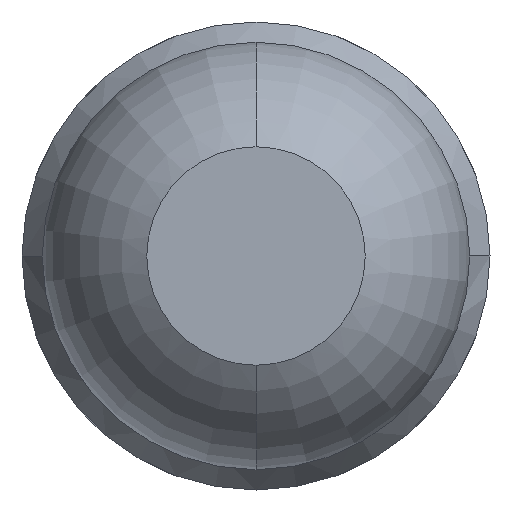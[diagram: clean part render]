
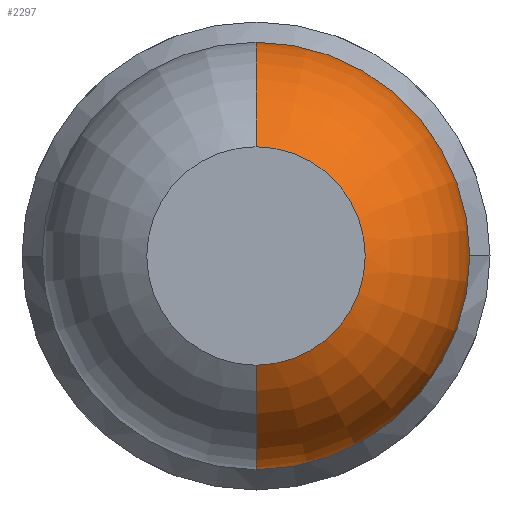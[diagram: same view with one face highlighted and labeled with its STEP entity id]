
A CAD part, front view. The second image highlights one B-rep face of the part: STEP entity #2297.
In plain terms, the highlighted toroidal (fillet/blend) face has major radius 0.035 mm and minor radius 0.65 mm.
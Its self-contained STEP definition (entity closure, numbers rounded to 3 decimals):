
#12 = DIRECTION ( 'NONE',  ( -1., 0., 0. ) ) ;
#36 = CARTESIAN_POINT ( 'NONE',  ( 0., -25., 0.35 ) ) ;
#237 = EDGE_CURVE ( 'Defeature ausgef�hrt1_4+Defeature ausgef�hrt1_5+Defeature ausgef�hrt1_5+Defeature ausgef�hrt1_5', #1540, #3818, #295, .T. ) ;
#295 = CIRCLE ( 'NONE', #2342, 0.685 ) ;
#707 = EDGE_CURVE ( 'NONE', #1540, #886, #3580, .T. ) ;
#844 = AXIS2_PLACEMENT_3D ( 'NONE', #2907, #2591, #3928 ) ;
#886 = VERTEX_POINT ( 'NONE', #1443 ) ;
#911 = CIRCLE ( 'NONE', #844, 0.35 ) ;
#1102 = DIRECTION ( 'NONE',  ( 0., 0., -1. ) ) ;
#1227 = FACE_OUTER_BOUND ( 'NONE', #2487, .T. ) ;
#1443 = CARTESIAN_POINT ( 'NONE',  ( 0., -25., -0.35 ) ) ;
#1540 = VERTEX_POINT ( 'NONE', #1925 ) ;
#1560 = ORIENTED_EDGE ( 'NONE', *, *, #2534, .F. ) ;
#1785 = AXIS2_PLACEMENT_3D ( 'NONE', #2493, #4206, #2174 ) ;
#1925 = CARTESIAN_POINT ( 'NONE',  ( 0., -24.431, -0.685 ) ) ;
#1950 = TOROIDAL_SURFACE ( 'NONE', #1785, 0.035, 0.65 ) ;
#2108 = AXIS2_PLACEMENT_3D ( 'NONE', #3619, #2260, #3589 ) ;
#2174 = DIRECTION ( 'NONE',  ( 0., 0., -1. ) ) ;
#2260 = DIRECTION ( 'NONE',  ( 1., 0., 0. ) ) ;
#2297 = ADVANCED_FACE ( 'Defeature ausgef�hrt1_4', ( #1227 ), #1950, .T. ) ;
#2342 = AXIS2_PLACEMENT_3D ( 'NONE', #3060, #2353, #1102 ) ;
#2353 = DIRECTION ( 'NONE',  ( 0., -1., 0. ) ) ;
#2487 = EDGE_LOOP ( 'NONE', ( #3195, #2531, #1560, #2532 ) ) ;
#2493 = CARTESIAN_POINT ( 'NONE',  ( 0., -24.431, 0. ) ) ;
#2517 = CIRCLE ( 'NONE', #2108, 0.65 ) ;
#2531 = ORIENTED_EDGE ( 'NONE', *, *, #3068, .T. ) ;
#2532 = ORIENTED_EDGE ( 'NONE', *, *, #707, .F. ) ;
#2534 = EDGE_CURVE ( 'Defeature ausgef�hrt1_26+Defeature ausgef�hrt1_4+Defeature ausgef�hrt1_4+Defeature ausgef�hrt1_4', #886, #2831, #911, .T. ) ;
#2591 = DIRECTION ( 'NONE',  ( 0., -1., 0. ) ) ;
#2831 = VERTEX_POINT ( 'NONE', #36 ) ;
#2833 = AXIS2_PLACEMENT_3D ( 'NONE', #3685, #12, #3672 ) ;
#2892 = CARTESIAN_POINT ( 'NONE',  ( 0., -24.431, 0.685 ) ) ;
#2907 = CARTESIAN_POINT ( 'NONE',  ( 0., -25., 0. ) ) ;
#3060 = CARTESIAN_POINT ( 'NONE',  ( 0., -24.431, 0. ) ) ;
#3068 = EDGE_CURVE ( 'NONE', #3818, #2831, #2517, .T. ) ;
#3195 = ORIENTED_EDGE ( 'NONE', *, *, #237, .T. ) ;
#3580 = CIRCLE ( 'NONE', #2833, 0.65 ) ;
#3589 = DIRECTION ( 'NONE',  ( 0., 0., -1. ) ) ;
#3619 = CARTESIAN_POINT ( 'NONE',  ( 0., -24.431, 0.035 ) ) ;
#3672 = DIRECTION ( 'NONE',  ( 0., 0., 1. ) ) ;
#3685 = CARTESIAN_POINT ( 'NONE',  ( 0., -24.431, -0.035 ) ) ;
#3818 = VERTEX_POINT ( 'NONE', #2892 ) ;
#3928 = DIRECTION ( 'NONE',  ( 0., 0., -1. ) ) ;
#4206 = DIRECTION ( 'NONE',  ( 0., -1., 0. ) ) ;
